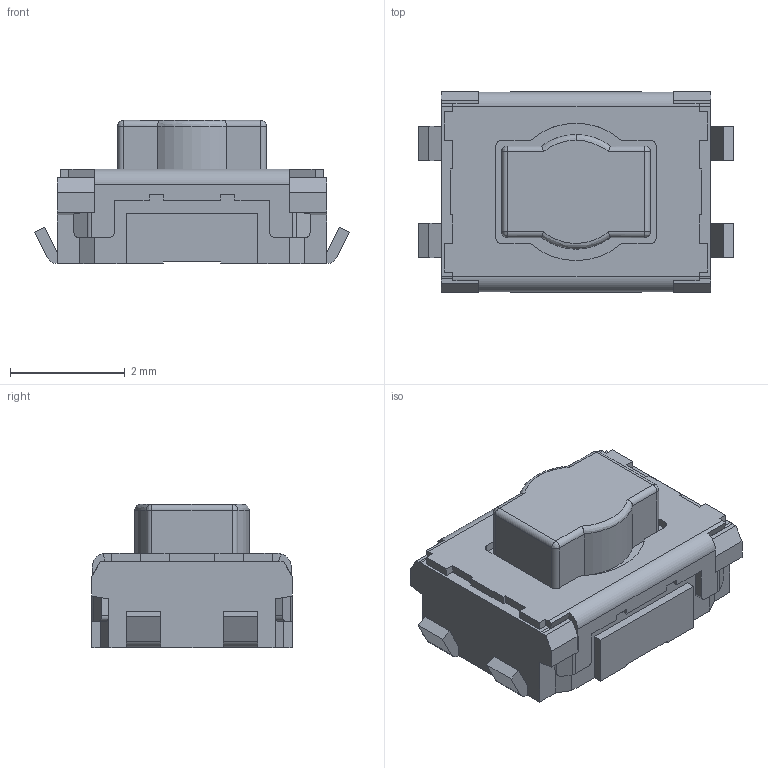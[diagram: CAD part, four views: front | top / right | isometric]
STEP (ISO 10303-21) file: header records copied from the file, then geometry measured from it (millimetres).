
FILE_DESCRIPTION (( 'STEP AP203' ), '1' );
FILE_NAME ('EVQP2002W.STEP', '2013-09-09T05:08:06', ( '' ), ( '' ), 'SwSTEP 2.0', 'SolidWorks 2012', '' );
FILE_SCHEMA (( 'CONFIG_CONTROL_DESIGN' ));
Length unit declared in the file: millimetre
Products named in the file (1): EVQP2002W
Bounding box: 5.5 x 3.5 x 2.5 mm (x, y, z)
Volume: 29.5 mm3; surface area: 77.7 mm2
Topology: 3 solids, 3 shells, 253 faces, 703 edges, 455 vertices
Faces by surface type: plane 197, cylinder 49, bspline 7
Entity records: 8126 total; most frequent: CARTESIAN_POINT 1570, ORIENTED_EDGE 1398, DIRECTION 1281, EDGE_CURVE 699, LINE 589, VECTOR 589, VERTEX_POINT 455, AXIS2_PLACEMENT_3D 346
